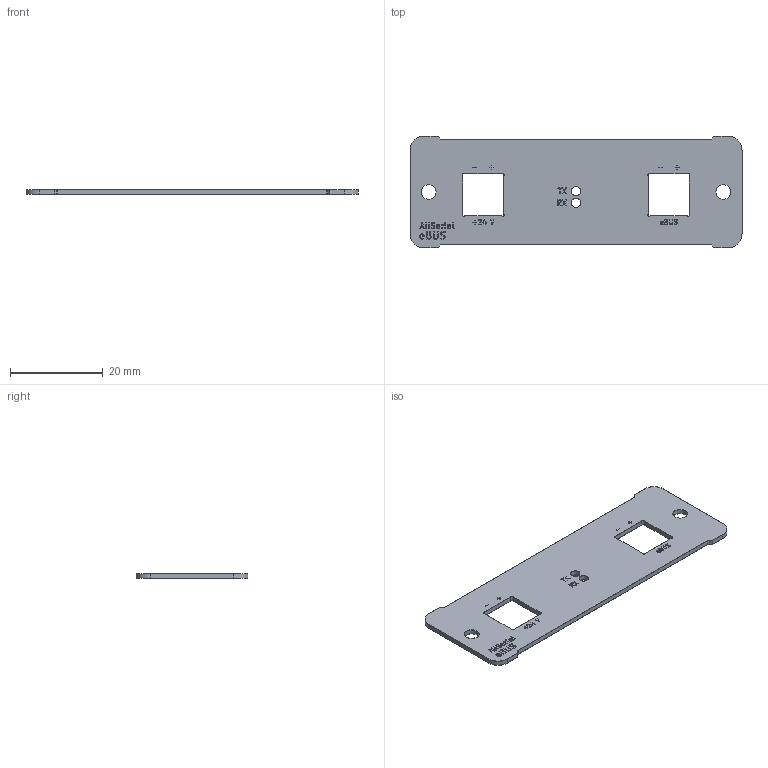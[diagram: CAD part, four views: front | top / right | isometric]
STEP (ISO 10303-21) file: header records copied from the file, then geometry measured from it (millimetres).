
FILE_DESCRIPTION(('KiCad electronic assembly'),'2;1');
FILE_NAME('AllSerial eBUS Front.step','2025-07-09T20:36:32',('Pcbnew'),( 'Kicad'),'Open CASCADE STEP processor 7.8','KiCad to STEP converter' ,'Unknown');
FILE_SCHEMA(('AUTOMOTIVE_DESIGN { 1 0 10303 214 1 1 1 1 }'));
Length unit declared in the file: millimetre
Products named in the file (5): AllSerial eBUS Front 1; AllSerial eBUS Front_copper; AllSerial eBUS Front_silkscreen; AllSerial eBUS Front_soldermask; AllSerial eBUS Front_PCB
Assembly tree (4 placements, depth 2):
  AllSerial eBUS Front 1
    AllSerial eBUS Front_copper
    AllSerial eBUS Front_silkscreen
    AllSerial eBUS Front_soldermask
    AllSerial eBUS Front_PCB
Bounding box: 71.5 x 24 x 1.12 mm (x, y, z)
Volume: 1443.2 mm3; surface area: 6009.5 mm2
Topology: 43 solids, 79 shells, 813 faces, 3269 edges, 2578 vertices
Faces by surface type: plane 628, cylinder 185
Full cylindrical faces by diameter (mm): 2 x2, 3.2 x2
Entity records: 34983 total; most frequent: CARTESIAN_POINT 6665, DIRECTION 5550, ORIENTED_EDGE 5342, EDGE_CURVE 3269, LINE 2624, VECTOR 2624, VERTEX_POINT 2578, AXIS2_PLACEMENT_3D 1463
